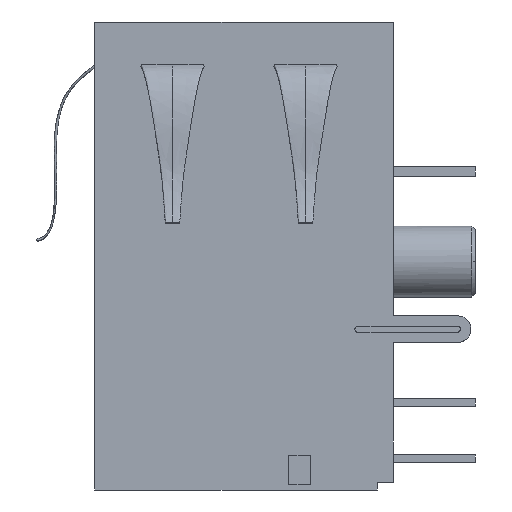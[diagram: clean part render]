
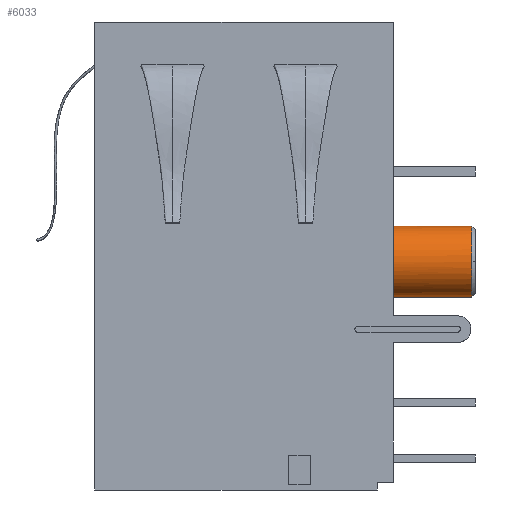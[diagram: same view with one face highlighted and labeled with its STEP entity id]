
A CAD part, left-side view. The second image highlights one B-rep face of the part: STEP entity #6033.
In plain terms, the highlighted cylindrical face has radius 1.6 mm (diameter 3.2 mm), a partial arc.
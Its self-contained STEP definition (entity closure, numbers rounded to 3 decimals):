
#277 = CARTESIAN_POINT ( 'NONE',  ( -7.301, -6.725, 0.001 ) ) ;
#344 = CARTESIAN_POINT ( 'NONE',  ( -7.315, -6.725, -0.25 ) ) ;
#364 = CARTESIAN_POINT ( 'NONE',  ( -6.924, -6.725, -1.303 ) ) ;
#397 = EDGE_CURVE ( 'NONE', #1911, #14326, #6886, .T. ) ;
#406 = CARTESIAN_POINT ( 'NONE',  ( -5.919, -6.725, 1.35 ) ) ;
#685 = CARTESIAN_POINT ( 'NONE',  ( -5.715, -10.275, -1.85 ) ) ;
#1106 = ORIENTED_EDGE ( 'NONE', *, *, #5600, .F. ) ;
#1147 = DIRECTION ( 'NONE',  ( 0., -1., 0. ) ) ;
#1320 = CARTESIAN_POINT ( 'NONE',  ( -5.715, -6.725, -1.85 ) ) ;
#1516 = CARTESIAN_POINT ( 'NONE',  ( -5.715, -6.725, 1.35 ) ) ;
#1696 = CARTESIAN_POINT ( 'NONE',  ( -6.509, -6.725, -1.657 ) ) ;
#1733 = CARTESIAN_POINT ( 'NONE',  ( -7.213, -6.725, 0.313 ) ) ;
#1797 = CARTESIAN_POINT ( 'NONE',  ( -7.002, -6.725, 0.725 ) ) ;
#1837 = AXIS2_PLACEMENT_3D ( 'NONE', #16822, #6807, #18232 ) ;
#1856 = CARTESIAN_POINT ( 'NONE',  ( -6.642, -6.725, 1.062 ) ) ;
#1911 = VERTEX_POINT ( 'NONE', #1320 ) ;
#2432 = VECTOR ( 'NONE', #12930, 1000. ) ;
#2815 = AXIS2_PLACEMENT_3D ( 'NONE', #8194, #1147, #16958 ) ;
#3086 = CARTESIAN_POINT ( 'NONE',  ( -7.278, -6.725, -0.65 ) ) ;
#3128 = CARTESIAN_POINT ( 'NONE',  ( -7.237, -6.725, 0.244 ) ) ;
#3213 = CARTESIAN_POINT ( 'NONE',  ( -6.137, -6.725, -1.795 ) ) ;
#3260 = CARTESIAN_POINT ( 'NONE',  ( -6.405, -6.725, 1.194 ) ) ;
#4223 = EDGE_LOOP ( 'NONE', ( #1106, #4699, #5865, #9651, #9576, #8770 ) ) ;
#4279 = VERTEX_POINT ( 'NONE', #4630 ) ;
#4630 = CARTESIAN_POINT ( 'NONE',  ( -7.315, -10.275, -0.25 ) ) ;
#4673 = CARTESIAN_POINT ( 'NONE',  ( -6.257, -6.725, -1.756 ) ) ;
#4699 = ORIENTED_EDGE ( 'NONE', *, *, #15609, .F. ) ;
#4738 = CARTESIAN_POINT ( 'NONE',  ( -5.817, -6.725, -1.85 ) ) ;
#4852 = CARTESIAN_POINT ( 'NONE',  ( -5.715, 0., 1.35 ) ) ;
#5007 = VERTEX_POINT ( 'NONE', #1516 ) ;
#5360 = EDGE_CURVE ( 'NONE', #1911, #8777, #13741, .T. ) ;
#5600 = EDGE_CURVE ( 'NONE', #5007, #9165, #16205, .T. ) ;
#5865 = ORIENTED_EDGE ( 'NONE', *, *, #397, .F. ) ;
#5925 = CARTESIAN_POINT ( 'NONE',  ( -5.715, 0., -1.85 ) ) ;
#6033 = ADVANCED_FACE ( 'NONE', ( #18408 ), #15525, .T. ) ;
#6151 = CARTESIAN_POINT ( 'NONE',  ( -6.355, -6.725, 1.217 ) ) ;
#6274 = CARTESIAN_POINT ( 'NONE',  ( -7.315, -6.725, -0.148 ) ) ;
#6441 = EDGE_CURVE ( 'NONE', #4279, #9165, #8699, .T. ) ;
#6807 = DIRECTION ( 'NONE',  ( 0., 1., 0. ) ) ;
#6835 = CARTESIAN_POINT ( 'NONE',  ( -5.715, -6.725, 1.35 ) ) ;
#6886 = B_SPLINE_CURVE_WITH_KNOTS ( 'NONE', 3,
 ( #11907, #4738, #13309, #3213, #17615, #4673, #16197, #1696, #7556, #364, #11777, #16258, #10433, #14818, #11716, #3086, #9045, #13176 ),
 .UNSPECIFIED., .F., .F.,
 ( 4, 1, 1, 2, 2, 2, 1, 1, 2, 2, 4 ),
 ( 0., 0.125, 0.187, 0.219, 0.25, 0.5, 0.625, 0.687, 0.719, 0.75, 1. ),
 .UNSPECIFIED. ) ;
#7316 = CARTESIAN_POINT ( 'NONE',  ( -7.315, -6.725, -0.25 ) ) ;
#7556 = CARTESIAN_POINT ( 'NONE',  ( -6.69, -6.725, -1.537 ) ) ;
#8169 = DIRECTION ( 'NONE',  ( 0., 1., 0. ) ) ;
#8194 = CARTESIAN_POINT ( 'NONE',  ( -5.715, 0., -0.25 ) ) ;
#8699 = CIRCLE ( 'NONE', #1837, 1.6 ) ;
#8770 = ORIENTED_EDGE ( 'NONE', *, *, #6441, .T. ) ;
#8777 = VERTEX_POINT ( 'NONE', #685 ) ;
#9025 = CARTESIAN_POINT ( 'NONE',  ( -6.115, -6.725, 1.313 ) ) ;
#9045 = CARTESIAN_POINT ( 'NONE',  ( -7.315, -6.725, -0.454 ) ) ;
#9165 = VERTEX_POINT ( 'NONE', #10744 ) ;
#9576 = ORIENTED_EDGE ( 'NONE', *, *, #10650, .T. ) ;
#9651 = ORIENTED_EDGE ( 'NONE', *, *, #5360, .T. ) ;
#10412 = CARTESIAN_POINT ( 'NONE',  ( -7.122, -6.725, 0.544 ) ) ;
#10433 = CARTESIAN_POINT ( 'NONE',  ( -7.159, -6.725, -0.94 ) ) ;
#10541 = DIRECTION ( 'NONE',  ( 0., -1., 0. ) ) ;
#10650 = EDGE_CURVE ( 'NONE', #8777, #4279, #13784, .T. ) ;
#10744 = CARTESIAN_POINT ( 'NONE',  ( -5.715, -10.275, 1.35 ) ) ;
#11716 = CARTESIAN_POINT ( 'NONE',  ( -7.193, -6.725, -0.863 ) ) ;
#11777 = CARTESIAN_POINT ( 'NONE',  ( -7.027, -6.725, -1.177 ) ) ;
#11887 = CARTESIAN_POINT ( 'NONE',  ( -6.478, -6.725, 1.158 ) ) ;
#11907 = CARTESIAN_POINT ( 'NONE',  ( -5.715, -6.725, -1.85 ) ) ;
#12930 = DIRECTION ( 'NONE',  ( 0., -1., 0. ) ) ;
#13176 = CARTESIAN_POINT ( 'NONE',  ( -7.315, -6.725, -0.25 ) ) ;
#13309 = CARTESIAN_POINT ( 'NONE',  ( -5.966, -6.725, -1.836 ) ) ;
#13492 = VECTOR ( 'NONE', #10541, 1000. ) ;
#13741 = LINE ( 'NONE', #5925, #2432 ) ;
#13784 = CIRCLE ( 'NONE', #15684, 1.6 ) ;
#14326 = VERTEX_POINT ( 'NONE', #7316 ) ;
#14796 = CARTESIAN_POINT ( 'NONE',  ( -7.221, -6.725, 0.292 ) ) ;
#14818 = CARTESIAN_POINT ( 'NONE',  ( -7.182, -6.725, -0.89 ) ) ;
#15269 = CARTESIAN_POINT ( 'NONE',  ( -5.715, -10.275, -0.25 ) ) ;
#15525 = CYLINDRICAL_SURFACE ( 'NONE', #2815, 1.6 ) ;
#15609 = EDGE_CURVE ( 'NONE', #14326, #5007, #15671, .T. ) ;
#15671 = B_SPLINE_CURVE_WITH_KNOTS ( 'NONE', 3,
 ( #344, #6274, #277, #16353, #3128, #14796, #1733, #10412, #1797, #17656, #1856, #11887, #3260, #6151, #16235, #9025, #406, #6835 ),
 .UNSPECIFIED., .F., .F.,
 ( 4, 1, 1, 2, 2, 2, 1, 1, 2, 2, 4 ),
 ( 0., 0.125, 0.188, 0.219, 0.25, 0.5, 0.625, 0.687, 0.719, 0.75, 1. ),
 .UNSPECIFIED. ) ;
#15684 = AXIS2_PLACEMENT_3D ( 'NONE', #15269, #8169, #18229 ) ;
#16197 = CARTESIAN_POINT ( 'NONE',  ( -6.278, -6.725, -1.748 ) ) ;
#16205 = LINE ( 'NONE', #4852, #13492 ) ;
#16235 = CARTESIAN_POINT ( 'NONE',  ( -6.328, -6.725, 1.228 ) ) ;
#16258 = CARTESIAN_POINT ( 'NONE',  ( -7.123, -6.725, -1.013 ) ) ;
#16353 = CARTESIAN_POINT ( 'NONE',  ( -7.26, -6.725, 0.172 ) ) ;
#16822 = CARTESIAN_POINT ( 'NONE',  ( -5.715, -10.275, -0.25 ) ) ;
#16958 = DIRECTION ( 'NONE',  ( 0., 0., -1. ) ) ;
#17615 = CARTESIAN_POINT ( 'NONE',  ( -6.209, -6.725, -1.772 ) ) ;
#17656 = CARTESIAN_POINT ( 'NONE',  ( -6.768, -6.725, 0.959 ) ) ;
#18229 = DIRECTION ( 'NONE',  ( 0., 0., 1. ) ) ;
#18232 = DIRECTION ( 'NONE',  ( 0., 0., -1. ) ) ;
#18408 = FACE_OUTER_BOUND ( 'NONE', #4223, .T. ) ;
